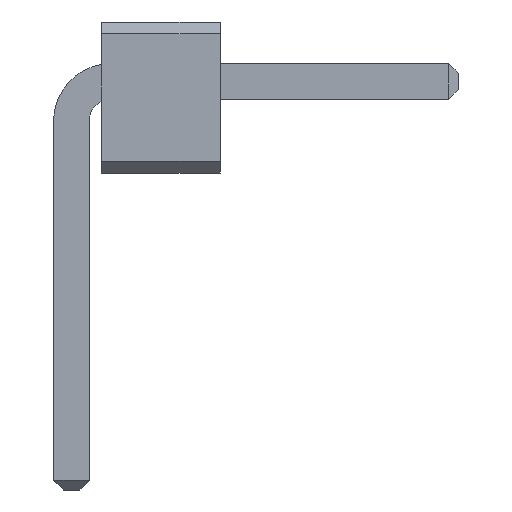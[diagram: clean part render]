
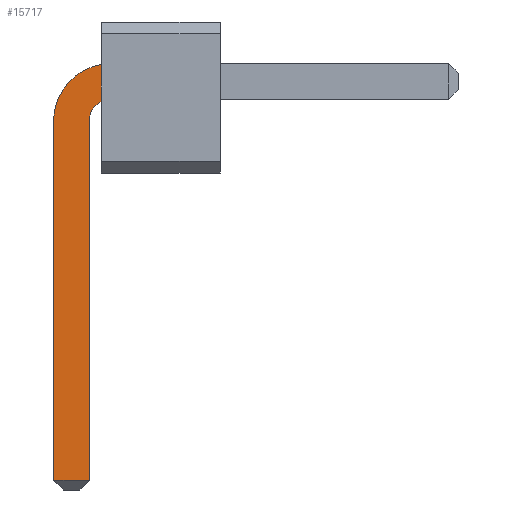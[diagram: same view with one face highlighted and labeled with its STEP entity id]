
A CAD part, front view. The second image highlights one B-rep face of the part: STEP entity #15717.
In plain terms, the highlighted planar face has unit normal (0, -1, 0).
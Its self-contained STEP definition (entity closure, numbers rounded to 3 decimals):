
#5310 = VERTEX_POINT('',#5311);
#5311 = CARTESIAN_POINT('',(0.25,-31.15,0.779));
#5317 = EDGE_CURVE('',#5310,#5318,#5320,.T.);
#5318 = VERTEX_POINT('',#5319);
#5319 = CARTESIAN_POINT('',(0.25,-31.15,0.467));
#5320 = LINE('',#5321,#5322);
#5321 = CARTESIAN_POINT('',(0.25,-31.15,0.1));
#5322 = VECTOR('',#5323,1.);
#5323 = DIRECTION('',(0.,0.,-1.));
#15698 = EDGE_CURVE('',#5318,#15699,#15701,.T.);
#15699 = VERTEX_POINT('',#15700);
#15700 = CARTESIAN_POINT('',(0.15,-31.15,0.335));
#15701 = CIRCLE('',#15702,0.194);
#15702 = AXIS2_PLACEMENT_3D('',#15703,#15704,#15705);
#15703 = CARTESIAN_POINT('',(0.34,-31.15,0.295));
#15704 = DIRECTION('',(0.,-1.,0.));
#15705 = DIRECTION('',(-0.207,0.,0.978
));
#15717 = ADVANCED_FACE('',(#15718),#15753,.F.);
#15718 = FACE_BOUND('',#15719,.F.);
#15719 = EDGE_LOOP('',(#15720,#15721,#15722,#15730,#15738,#15746));
#15720 = ORIENTED_EDGE('',*,*,#5317,.T.);
#15721 = ORIENTED_EDGE('',*,*,#15698,.T.);
#15722 = ORIENTED_EDGE('',*,*,#15723,.T.);
#15723 = EDGE_CURVE('',#15699,#15724,#15726,.T.);
#15724 = VERTEX_POINT('',#15725);
#15725 = CARTESIAN_POINT('',(0.15,-31.15,-2.72));
#15726 = LINE('',#15727,#15728);
#15727 = CARTESIAN_POINT('',(0.15,-31.15,0.335));
#15728 = VECTOR('',#15729,1.);
#15729 = DIRECTION('',(0.,0.,-1.));
#15730 = ORIENTED_EDGE('',*,*,#15731,.T.);
#15731 = EDGE_CURVE('',#15724,#15732,#15734,.T.);
#15732 = VERTEX_POINT('',#15733);
#15733 = CARTESIAN_POINT('',(-0.15,-31.15,-2.72));
#15734 = LINE('',#15735,#15736);
#15735 = CARTESIAN_POINT('',(0.15,-31.15,-2.72));
#15736 = VECTOR('',#15737,1.);
#15737 = DIRECTION('',(-1.,0.,0.));
#15738 = ORIENTED_EDGE('',*,*,#15739,.T.);
#15739 = EDGE_CURVE('',#15732,#15740,#15742,.T.);
#15740 = VERTEX_POINT('',#15741);
#15741 = CARTESIAN_POINT('',(-0.15,-31.15,0.335));
#15742 = LINE('',#15743,#15744);
#15743 = CARTESIAN_POINT('',(-0.15,-31.15,-2.8));
#15744 = VECTOR('',#15745,1.);
#15745 = DIRECTION('',(0.,0.,1.));
#15746 = ORIENTED_EDGE('',*,*,#15747,.T.);
#15747 = EDGE_CURVE('',#15740,#5310,#15748,.T.);
#15748 = CIRCLE('',#15749,0.485);
#15749 = AXIS2_PLACEMENT_3D('',#15750,#15751,#15752);
#15750 = CARTESIAN_POINT('',(0.333,-31.15,0.302));
#15751 = DIRECTION('',(0.,1.,0.));
#15752 = DIRECTION('',(-0.998,0.,
0.069));
#15753 = PLANE('',#15754);
#15754 = AXIS2_PLACEMENT_3D('',#15755,#15756,#15757);
#15755 = CARTESIAN_POINT('',(0.841,-31.15,-0.301));
#15756 = DIRECTION('',(0.,1.,-0.));
#15757 = DIRECTION('',(0.,0.,-1.));
